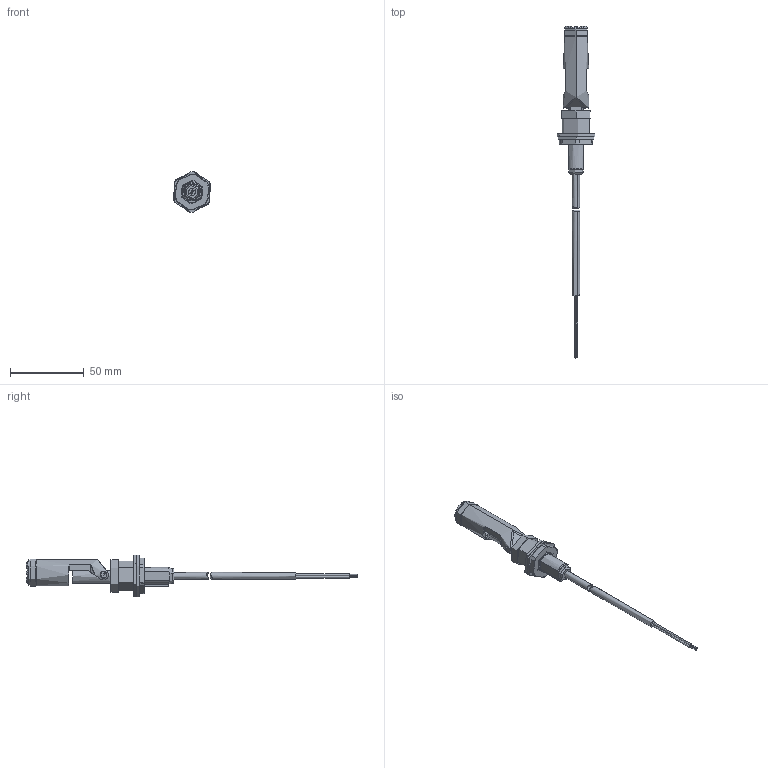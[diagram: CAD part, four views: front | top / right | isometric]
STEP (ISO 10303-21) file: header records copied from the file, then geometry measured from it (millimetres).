
FILE_DESCRIPTION (( 'STEP AP214' ), '1' );
FILE_NAME ('L201_CHIUSO.STEP', '2021-01-26T13:40:55', ( '' ), ( '' ), 'SwSTEP 2.0', 'SolidWorks 2020', '' );
FILE_SCHEMA (( 'AUTOMOTIVE_DESIGN' ));
Length unit declared in the file: millimetre
Products named in the file (10): 1L20 02 00 0000_rev7; Cavo 1PDA; 2G20 02 NEW 000_rev02; L201_CHIUSO; 1L20 03 00 0000_rev4; 1VDA16020000; L201-xxx; 1STA 01 00 0000; 1L130004HNBR; 1VRA28160000
Assembly tree (9 placements, depth 3):
  L201_CHIUSO
    L201-xxx
    1STA 01 00 0000
    1L130004HNBR
    1VRA28160000
    1VDA16020000
    Cavo 1PDA
    2G20 02 NEW 000_rev02
      1L20 02 00 0000_rev7
      1L20 03 00 0000_rev4
Bounding box: 25.67 x 224.46 x 28 mm (x, y, z)
Volume: 23573.9 mm3; surface area: 14647.9 mm2
Topology: 9 solids, 9 shells, 301 faces, 719 edges, 467 vertices
Faces by surface type: plane 135, cylinder 109, bspline 29, torus 14, cone 13, sphere 1
Entity records: 11463 total; most frequent: CARTESIAN_POINT 3947, ORIENTED_EDGE 1438, DIRECTION 1435, EDGE_CURVE 719, AXIS2_PLACEMENT_3D 532, VERTEX_POINT 467, VECTOR 371, LINE 371
